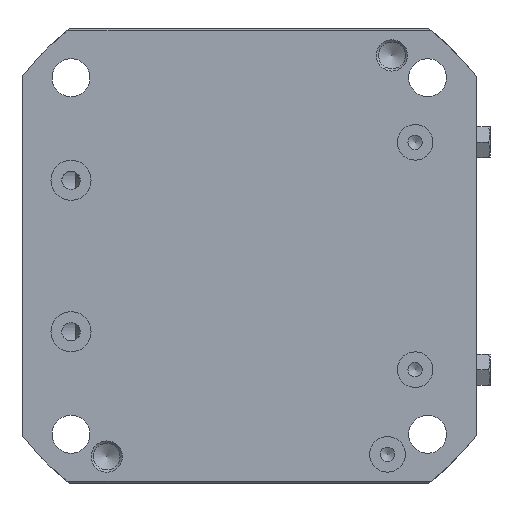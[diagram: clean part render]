
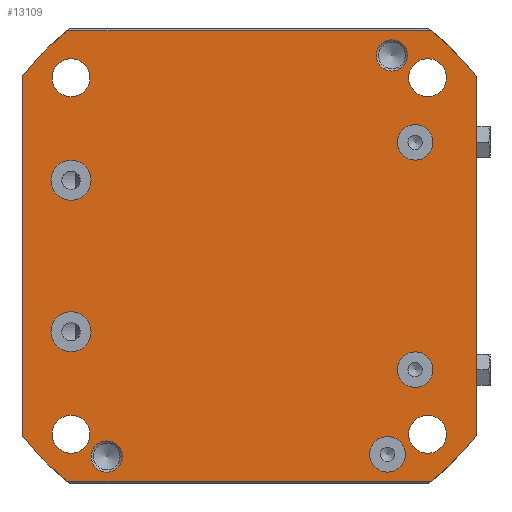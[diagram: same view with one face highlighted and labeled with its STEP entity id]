
A CAD part, front view. The second image highlights one B-rep face of the part: STEP entity #13109.
In plain terms, the highlighted planar face has unit normal (0, -1, 0).
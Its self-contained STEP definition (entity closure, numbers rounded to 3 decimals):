
#495=LINE('',#19647,#1916);
#540=LINE('',#19756,#1961);
#542=LINE('',#19762,#1963);
#543=LINE('',#19767,#1964);
#1916=VECTOR('',#15694,80.598);
#1961=VECTOR('',#15765,80.598);
#1963=VECTOR('',#15771,81.847);
#1964=VECTOR('',#15776,81.847);
#3420=PLANE('',#14160);
#3993=FACE_BOUND('',#4994,.T.);
#3994=FACE_BOUND('',#4995,.T.);
#3995=FACE_BOUND('',#4996,.T.);
#3996=FACE_BOUND('',#4997,.T.);
#3997=FACE_BOUND('',#4998,.T.);
#3998=FACE_BOUND('',#4999,.T.);
#3999=FACE_BOUND('',#5000,.T.);
#4000=FACE_BOUND('',#5001,.T.);
#4001=FACE_BOUND('',#5002,.T.);
#4002=FACE_BOUND('',#5003,.T.);
#4003=FACE_BOUND('',#5004,.T.);
#4203=FACE_OUTER_BOUND('',#4993,.T.);
#4993=EDGE_LOOP('',(#9663,#9664,#9665,#9666,#9667,#9668,#9669,#9670));
#4994=EDGE_LOOP('',(#9671));
#4995=EDGE_LOOP('',(#9672));
#4996=EDGE_LOOP('',(#9673));
#4997=EDGE_LOOP('',(#9674));
#4998=EDGE_LOOP('',(#9675));
#4999=EDGE_LOOP('',(#9676));
#5000=EDGE_LOOP('',(#9677));
#5001=EDGE_LOOP('',(#9678));
#5002=EDGE_LOOP('',(#9679));
#5003=EDGE_LOOP('',(#9680));
#5004=EDGE_LOOP('',(#9681));
#5665=CIRCLE('',#13936,4.5);
#5667=CIRCLE('',#13940,4.5);
#5669=CIRCLE('',#13944,4.);
#5671=CIRCLE('',#13948,4.);
#5673=CIRCLE('',#13952,4.);
#5738=CIRCLE('',#14123,3.5);
#5741=CIRCLE('',#14129,3.5);
#5743=CIRCLE('',#14134,4.25);
#5745=CIRCLE('',#14137,4.25);
#5747=CIRCLE('',#14140,4.25);
#5749=CIRCLE('',#14143,4.25);
#5763=CIRCLE('',#14161,65.);
#5764=CIRCLE('',#14162,65.);
#5765=CIRCLE('',#14163,65.);
#5766=CIRCLE('',#14164,65.);
#5929=VERTEX_POINT('',#18994);
#5931=VERTEX_POINT('',#19000);
#5933=VERTEX_POINT('',#19006);
#5935=VERTEX_POINT('',#19012);
#5937=VERTEX_POINT('',#19018);
#6093=VERTEX_POINT('',#19602);
#6096=VERTEX_POINT('',#19611);
#6098=VERTEX_POINT('',#19618);
#6100=VERTEX_POINT('',#19623);
#6102=VERTEX_POINT('',#19628);
#6104=VERTEX_POINT('',#19633);
#6109=VERTEX_POINT('',#19644);
#6110=VERTEX_POINT('',#19646);
#6160=VERTEX_POINT('',#19753);
#6161=VERTEX_POINT('',#19755);
#6162=VERTEX_POINT('',#19759);
#6163=VERTEX_POINT('',#19761);
#6164=VERTEX_POINT('',#19764);
#6165=VERTEX_POINT('',#19766);
#7216=EDGE_CURVE('',#5929,#5929,#5665,.T.);
#7218=EDGE_CURVE('',#5931,#5931,#5667,.T.);
#7220=EDGE_CURVE('',#5933,#5933,#5669,.T.);
#7222=EDGE_CURVE('',#5935,#5935,#5671,.T.);
#7224=EDGE_CURVE('',#5937,#5937,#5673,.T.);
#7455=EDGE_CURVE('',#6093,#6093,#5738,.T.);
#7458=EDGE_CURVE('',#6096,#6096,#5741,.T.);
#7460=EDGE_CURVE('',#6098,#6098,#5743,.T.);
#7462=EDGE_CURVE('',#6100,#6100,#5745,.T.);
#7464=EDGE_CURVE('',#6102,#6102,#5747,.T.);
#7466=EDGE_CURVE('',#6104,#6104,#5749,.T.);
#7471=EDGE_CURVE('',#6109,#6110,#495,.T.);
#7528=EDGE_CURVE('',#6161,#6160,#540,.T.);
#7530=EDGE_CURVE('',#6109,#6162,#5763,.T.);
#7531=EDGE_CURVE('',#6162,#6163,#542,.T.);
#7532=EDGE_CURVE('',#6163,#6161,#5764,.T.);
#7533=EDGE_CURVE('',#6160,#6164,#5765,.T.);
#7534=EDGE_CURVE('',#6165,#6164,#543,.T.);
#7535=EDGE_CURVE('',#6165,#6110,#5766,.T.);
#9663=ORIENTED_EDGE('',*,*,#7530,.T.);
#9664=ORIENTED_EDGE('',*,*,#7531,.T.);
#9665=ORIENTED_EDGE('',*,*,#7532,.T.);
#9666=ORIENTED_EDGE('',*,*,#7528,.T.);
#9667=ORIENTED_EDGE('',*,*,#7533,.T.);
#9668=ORIENTED_EDGE('',*,*,#7534,.F.);
#9669=ORIENTED_EDGE('',*,*,#7535,.T.);
#9670=ORIENTED_EDGE('',*,*,#7471,.F.);
#9671=ORIENTED_EDGE('',*,*,#7216,.T.);
#9672=ORIENTED_EDGE('',*,*,#7218,.T.);
#9673=ORIENTED_EDGE('',*,*,#7220,.T.);
#9674=ORIENTED_EDGE('',*,*,#7222,.T.);
#9675=ORIENTED_EDGE('',*,*,#7224,.T.);
#9676=ORIENTED_EDGE('',*,*,#7455,.F.);
#9677=ORIENTED_EDGE('',*,*,#7466,.T.);
#9678=ORIENTED_EDGE('',*,*,#7464,.T.);
#9679=ORIENTED_EDGE('',*,*,#7462,.T.);
#9680=ORIENTED_EDGE('',*,*,#7460,.T.);
#9681=ORIENTED_EDGE('',*,*,#7458,.F.);
#13109=ADVANCED_FACE('',(#4203,#3993,#3994,#3995,#3996,#3997,#3998,#3999,
#4000,#4001,#4002,#4003),#3420,.F.);
#13936=AXIS2_PLACEMENT_3D('',#18995,#15156,#15157);
#13940=AXIS2_PLACEMENT_3D('',#19001,#15164,#15165);
#13944=AXIS2_PLACEMENT_3D('',#19007,#15172,#15173);
#13948=AXIS2_PLACEMENT_3D('',#19013,#15180,#15181);
#13952=AXIS2_PLACEMENT_3D('',#19019,#15188,#15189);
#14123=AXIS2_PLACEMENT_3D('',#19603,#15643,#15644);
#14129=AXIS2_PLACEMENT_3D('',#19612,#15655,#15656);
#14134=AXIS2_PLACEMENT_3D('',#19619,#15665,#15666);
#14137=AXIS2_PLACEMENT_3D('',#19624,#15671,#15672);
#14140=AXIS2_PLACEMENT_3D('',#19629,#15677,#15678);
#14143=AXIS2_PLACEMENT_3D('',#19634,#15683,#15684);
#14160=AXIS2_PLACEMENT_3D('',#19758,#15767,#15768);
#14161=AXIS2_PLACEMENT_3D('',#19760,#15769,#15770);
#14162=AXIS2_PLACEMENT_3D('',#19763,#15772,#15773);
#14163=AXIS2_PLACEMENT_3D('',#19765,#15774,#15775);
#14164=AXIS2_PLACEMENT_3D('',#19768,#15777,#15778);
#15156=DIRECTION('center_axis',(0.,1.,0.));
#15157=DIRECTION('ref_axis',(-1.,0.,0.));
#15164=DIRECTION('center_axis',(0.,1.,0.));
#15165=DIRECTION('ref_axis',(-1.,0.,0.));
#15172=DIRECTION('center_axis',(0.,1.,0.));
#15173=DIRECTION('ref_axis',(-1.,0.,0.));
#15180=DIRECTION('center_axis',(0.,1.,0.));
#15181=DIRECTION('ref_axis',(-1.,0.,0.));
#15188=DIRECTION('center_axis',(0.,1.,0.));
#15189=DIRECTION('ref_axis',(-1.,0.,0.));
#15643=DIRECTION('center_axis',(0.,-1.,0.));
#15644=DIRECTION('ref_axis',(0.,0.,-1.));
#15655=DIRECTION('center_axis',(0.,-1.,0.));
#15656=DIRECTION('ref_axis',(0.,0.,-1.));
#15665=DIRECTION('center_axis',(0.,1.,0.));
#15666=DIRECTION('ref_axis',(0.,0.,1.));
#15671=DIRECTION('center_axis',(0.,1.,0.));
#15672=DIRECTION('ref_axis',(0.,0.,1.));
#15677=DIRECTION('center_axis',(0.,1.,0.));
#15678=DIRECTION('ref_axis',(0.,0.,1.));
#15683=DIRECTION('center_axis',(0.,1.,0.));
#15684=DIRECTION('ref_axis',(0.,0.,1.));
#15694=DIRECTION('',(0.,0.,-1.));
#15765=DIRECTION('',(0.,0.,-1.));
#15767=DIRECTION('center_axis',(0.,1.,0.));
#15768=DIRECTION('ref_axis',(0.,0.,1.));
#15769=DIRECTION('center_axis',(0.,-1.,0.));
#15770=DIRECTION('ref_axis',(0.,0.,-1.));
#15771=DIRECTION('',(-1.,0.,0.));
#15772=DIRECTION('center_axis',(0.,-1.,0.));
#15773=DIRECTION('ref_axis',(0.,0.,-1.));
#15774=DIRECTION('center_axis',(0.,-1.,0.));
#15775=DIRECTION('ref_axis',(0.,0.,-1.));
#15776=DIRECTION('',(-1.,0.,0.));
#15777=DIRECTION('center_axis',(0.,-1.,0.));
#15778=DIRECTION('ref_axis',(0.,0.,-1.));
#18994=CARTESIAN_POINT('',(-35.5,0.,-17.));
#18995=CARTESIAN_POINT('Origin',(-40.,0.,-17.));
#19000=CARTESIAN_POINT('',(-35.5,0.,17.));
#19001=CARTESIAN_POINT('Origin',(-40.,0.,17.));
#19006=CARTESIAN_POINT('',(41.2,0.,25.5));
#19007=CARTESIAN_POINT('Origin',(37.2,0.,25.5));
#19012=CARTESIAN_POINT('',(41.2,0.,-25.5));
#19013=CARTESIAN_POINT('Origin',(37.2,0.,-25.5));
#19018=CARTESIAN_POINT('',(35.,0.,-44.5));
#19019=CARTESIAN_POINT('Origin',(31.,0.,-44.5));
#19602=CARTESIAN_POINT('',(32.,0.,41.5));
#19603=CARTESIAN_POINT('Origin',(32.,0.,45.));
#19611=CARTESIAN_POINT('',(-32.,0.,-48.5));
#19612=CARTESIAN_POINT('Origin',(-32.,0.,-45.));
#19618=CARTESIAN_POINT('',(-40.,0.,44.25));
#19619=CARTESIAN_POINT('Origin',(-40.,0.,40.));
#19623=CARTESIAN_POINT('',(40.,0.,44.25));
#19624=CARTESIAN_POINT('Origin',(40.,0.,40.));
#19628=CARTESIAN_POINT('',(40.,0.,-35.75));
#19629=CARTESIAN_POINT('Origin',(40.,0.,-40.));
#19633=CARTESIAN_POINT('',(-40.,0.,-35.75));
#19634=CARTESIAN_POINT('Origin',(-40.,0.,-40.));
#19644=CARTESIAN_POINT('',(51.,0.,40.299));
#19646=CARTESIAN_POINT('',(51.,0.,-40.299));
#19647=CARTESIAN_POINT('',(51.,0.,40.299));
#19753=CARTESIAN_POINT('',(-51.,0.,-40.299));
#19755=CARTESIAN_POINT('',(-51.,0.,40.299));
#19756=CARTESIAN_POINT('',(-51.,0.,40.299));
#19758=CARTESIAN_POINT('Origin',(51.,0.,50.5));
#19759=CARTESIAN_POINT('',(40.924,0.,50.5));
#19760=CARTESIAN_POINT('Origin',(0.,0.,0.));
#19761=CARTESIAN_POINT('',(-40.924,0.,50.5));
#19762=CARTESIAN_POINT('',(40.924,0.,50.5));
#19763=CARTESIAN_POINT('Origin',(0.,0.,0.));
#19764=CARTESIAN_POINT('',(-40.924,0.,-50.5));
#19765=CARTESIAN_POINT('Origin',(0.,0.,0.));
#19766=CARTESIAN_POINT('',(40.924,0.,-50.5));
#19767=CARTESIAN_POINT('',(40.924,0.,-50.5));
#19768=CARTESIAN_POINT('Origin',(0.,0.,0.));
